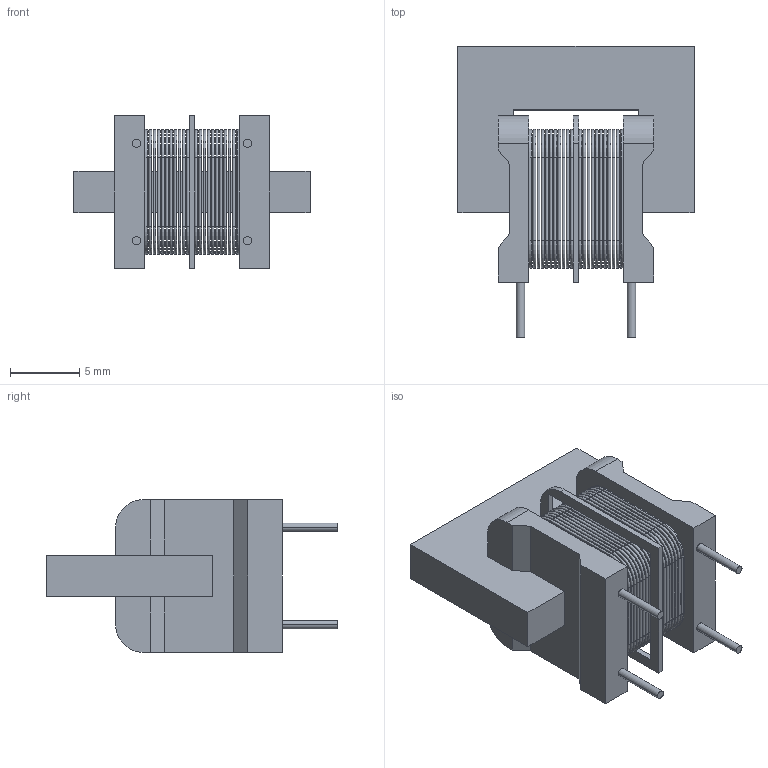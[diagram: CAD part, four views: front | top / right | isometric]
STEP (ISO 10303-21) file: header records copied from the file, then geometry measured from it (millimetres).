
FILE_DESCRIPTION((''),'2;1');
FILE_NAME('VERTICAL_CORE_MOUNT','2012-08-08T',('ryans'),('Bourns, Inc.'),'PRO/ENGINEER BY PARAMETRIC TECHNOLOGY CORPORATION, 2010100','PRO/ENGINEER BY PARAMETRIC TECHNOLOGY CORPORATION, 2010100','');
FILE_SCHEMA(('CONFIG_CONTROL_DESIGN'));
Length unit declared in the file: millimetre
Products named in the file (1): VERTICAL_CORE_MOUNT
Bounding box: 17 x 21 x 11 mm (x, y, z)
Volume: 1261.2 mm3; surface area: 4950.7 mm2
Topology: 23 solids, 23 shells, 298 faces, 730 edges, 484 vertices
Faces by surface type: cylinder 110, plane 100, torus 88
Entity records: 8960 total; most frequent: DIRECTION 1718, CARTESIAN_POINT 1512, ORIENTED_EDGE 1460, EDGE_CURVE 730, AXIS2_PLACEMENT_3D 690, VERTEX_POINT 484, CIRCLE 392, VECTOR 338
